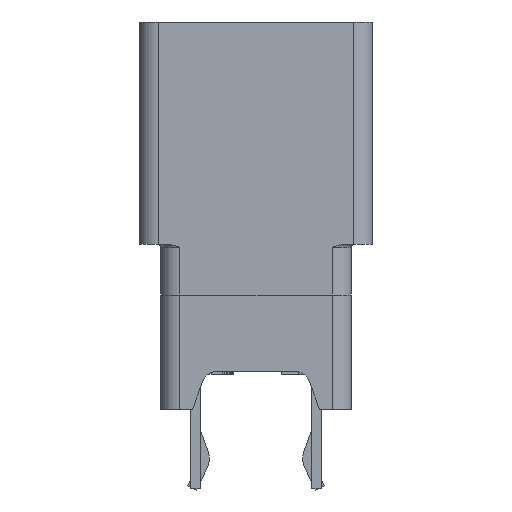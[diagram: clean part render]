
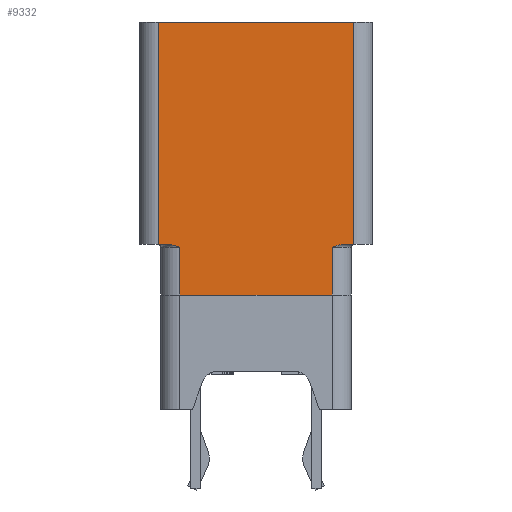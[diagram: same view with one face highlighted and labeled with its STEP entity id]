
A CAD part, left-side view. The second image highlights one B-rep face of the part: STEP entity #9332.
In plain terms, the highlighted planar face has unit normal (-1, 0, 0).
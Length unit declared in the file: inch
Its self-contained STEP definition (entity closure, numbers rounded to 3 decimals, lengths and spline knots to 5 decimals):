
#2=DIRECTION('',(0.,0.,-1.));
#3=VECTOR('',#2,0.35);
#4=CARTESIAN_POINT('',(-1.68,0.154,0.));
#5=LINE('',#4,#3);
#6=DIRECTION('',(0.,-1.,0.));
#7=VECTOR('',#6,0.308);
#8=CARTESIAN_POINT('',(-1.68,0.154,0.));
#9=LINE('',#8,#7);
#10=DIRECTION('',(0.,0.,1.));
#11=VECTOR('',#10,0.35);
#12=CARTESIAN_POINT('',(-1.68,-0.154,-0.35));
#13=LINE('',#12,#11);
#14=DIRECTION('',(0.,0.,1.));
#15=VECTOR('',#14,0.075);
#16=CARTESIAN_POINT('',(-1.68,-0.12,-0.43));
#17=LINE('',#16,#15);
#28=DIRECTION('',(0.,-1.,0.));
#29=VECTOR('',#28,0.01597);
#30=CARTESIAN_POINT('',(-1.68,0.154,-0.35));
#31=LINE('',#30,#29);
#73=DIRECTION('',(0.,-1.,0.));
#74=VECTOR('',#73,0.01597);
#75=CARTESIAN_POINT('',(-1.68,-0.13803,-0.35));
#76=LINE('',#75,#74);
#1967=CARTESIAN_POINT('',(-1.68,0.13803,-0.35));
#1968=CARTESIAN_POINT('',(-1.68,0.13669,-0.35));
#1969=CARTESIAN_POINT('',(-1.68,0.13394,-0.35028));
#1970=CARTESIAN_POINT('',(-1.68,0.12953,-0.35137));
#1971=CARTESIAN_POINT('',(-1.68,0.12492,-0.35299));
#1972=CARTESIAN_POINT('',(-1.68,0.12168,-0.35431));
#1973=CARTESIAN_POINT('',(-1.68,0.12,-0.355));
#1980=DIRECTION('',(0.,0.,1.));
#1981=VECTOR('',#1980,0.075);
#1982=CARTESIAN_POINT('',(-1.68,0.12,-0.43));
#1983=LINE('',#1982,#1981);
#1993=DIRECTION('',(0.,1.,0.));
#1994=VECTOR('',#1993,0.24);
#1995=CARTESIAN_POINT('',(-1.68,-0.12,-0.43));
#1996=LINE('',#1995,#1994);
#3370=CARTESIAN_POINT('',(-1.68,-0.12,-0.355));
#3371=CARTESIAN_POINT('',(-1.68,-0.12167,-0.35432));
#3372=CARTESIAN_POINT('',(-1.68,-0.12489,-0.35301));
#3373=CARTESIAN_POINT('',(-1.68,-0.12944,-0.35141));
#3374=CARTESIAN_POINT('',(-1.68,-0.13383,-0.3503));
#3375=CARTESIAN_POINT('',(-1.68,-0.13665,-0.35));
#3376=CARTESIAN_POINT('',(-1.68,-0.13803,-0.35));
#7258=CARTESIAN_POINT('',(-1.68,-0.12,-0.43));
#7260=VERTEX_POINT('',#7258);
#7261=CARTESIAN_POINT('',(-1.68,0.12,-0.43));
#7262=VERTEX_POINT('',#7261);
#9257=CARTESIAN_POINT('',(-1.68,0.154,-0.35));
#9259=VERTEX_POINT('',#9257);
#9263=CARTESIAN_POINT('',(-1.68,0.154,0.));
#9264=VERTEX_POINT('',#9263);
#9265=CARTESIAN_POINT('',(-1.68,-0.154,0.));
#9267=VERTEX_POINT('',#9265);
#9271=CARTESIAN_POINT('',(-1.68,-0.154,-0.35));
#9272=VERTEX_POINT('',#9271);
#9285=CARTESIAN_POINT('',(-1.68,0.12,-0.355));
#9286=VERTEX_POINT('',#9285);
#9287=CARTESIAN_POINT('',(-1.68,0.13803,-0.35));
#9288=VERTEX_POINT('',#9287);
#9290=CARTESIAN_POINT('',(-1.68,-0.13803,-0.35));
#9292=VERTEX_POINT('',#9290);
#9294=CARTESIAN_POINT('',(-1.68,-0.12,-0.355));
#9296=VERTEX_POINT('',#9294);
#9305=CARTESIAN_POINT('',(-1.68,0.,0.));
#9306=DIRECTION('',(1.,0.,0.));
#9307=DIRECTION('',(0.,0.,-1.));
#9308=AXIS2_PLACEMENT_3D('',#9305,#9306,#9307);
#9309=PLANE('',#9308);
#9311=ORIENTED_EDGE('',*,*,#9310,.F.);
#9313=ORIENTED_EDGE('',*,*,#9312,.T.);
#9315=ORIENTED_EDGE('',*,*,#9314,.F.);
#9317=ORIENTED_EDGE('',*,*,#9316,.F.);
#9319=ORIENTED_EDGE('',*,*,#9318,.F.);
#9321=ORIENTED_EDGE('',*,*,#9320,.F.);
#9323=ORIENTED_EDGE('',*,*,#9322,.T.);
#9325=ORIENTED_EDGE('',*,*,#9324,.T.);
#9327=ORIENTED_EDGE('',*,*,#9326,.F.);
#9329=ORIENTED_EDGE('',*,*,#9328,.F.);
#9330=EDGE_LOOP('',(#9311,#9313,#9315,#9317,#9319,#9321,#9323,#9325,#9327,
#9329));
#9331=FACE_OUTER_BOUND('',#9330,.F.);
#1974=B_SPLINE_CURVE_WITH_KNOTS('',3,(#1967,#1968,#1969,#1970,#1971,#1972,
#1973),.UNSPECIFIED.,.F.,.F.,(4,1,1,1,4),(0.,0.25,0.5,0.75,1.),
.UNSPECIFIED.);
#3377=B_SPLINE_CURVE_WITH_KNOTS('',3,(#3370,#3371,#3372,#3373,#3374,#3375,
#3376),.UNSPECIFIED.,.F.,.F.,(4,1,1,1,4),(0.,0.25,0.5,0.75,1.),
.UNSPECIFIED.);
#9310=EDGE_CURVE('',#9264,#9259,#5,.T.);
#9312=EDGE_CURVE('',#9264,#9267,#9,.T.);
#9314=EDGE_CURVE('',#9272,#9267,#13,.T.);
#9316=EDGE_CURVE('',#9292,#9272,#76,.T.);
#9318=EDGE_CURVE('',#9296,#9292,#3377,.T.);
#9320=EDGE_CURVE('',#7260,#9296,#17,.T.);
#9322=EDGE_CURVE('',#7260,#7262,#1996,.T.);
#9324=EDGE_CURVE('',#7262,#9286,#1983,.T.);
#9326=EDGE_CURVE('',#9288,#9286,#1974,.T.);
#9328=EDGE_CURVE('',#9259,#9288,#31,.T.);
#9332=ADVANCED_FACE('',(#9331),#9309,.F.);
